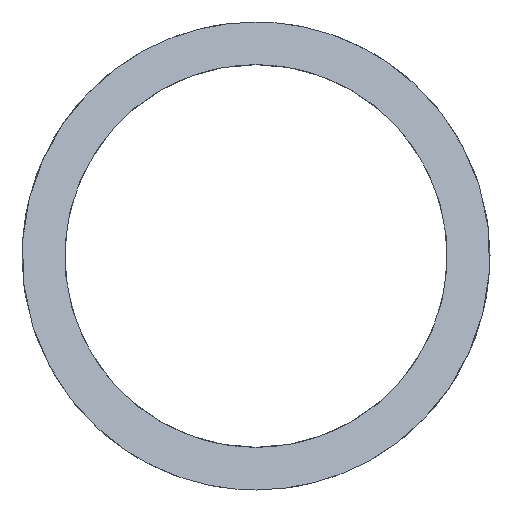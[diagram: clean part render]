
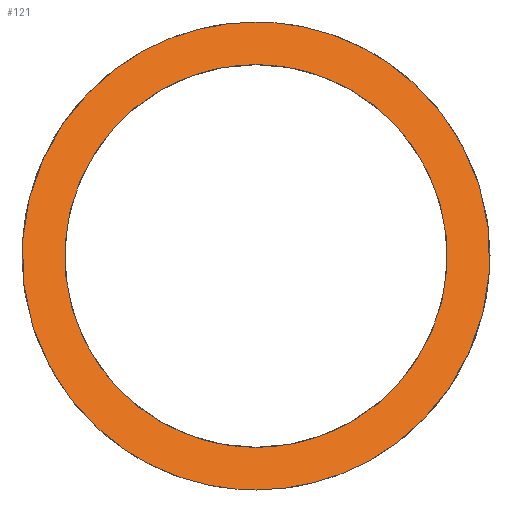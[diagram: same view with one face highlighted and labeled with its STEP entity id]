
A CAD part, front view. The second image highlights one B-rep face of the part: STEP entity #121.
In plain terms, the highlighted planar face has unit normal (0, -0.707, 0.707).
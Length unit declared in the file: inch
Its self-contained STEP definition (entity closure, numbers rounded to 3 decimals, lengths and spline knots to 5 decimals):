
#1 =( BOUNDED_CURVE ( )  B_SPLINE_CURVE ( 3, ( #81, #82, #83, #84 ),
 .UNSPECIFIED., .F., .T. ) 
 B_SPLINE_CURVE_WITH_KNOTS ( ( 4, 4 ),
 ( 3.14159, 6.28319 ),
 .UNSPECIFIED. ) 
 CURVE ( )  GEOMETRIC_REPRESENTATION_ITEM ( )  RATIONAL_B_SPLINE_CURVE ( ( 1., 0.333, 0.333, 1. ) ) 
 REPRESENTATION_ITEM ( '' )  );
#2 = EDGE_CURVE ( 'NONE', #74, #38, #1, .T. ) ;
#13 =( BOUNDED_CURVE ( )  B_SPLINE_CURVE ( 3, ( #176, #177, #178, #179 ),
 .UNSPECIFIED., .F., .T. ) 
 B_SPLINE_CURVE_WITH_KNOTS ( ( 4, 4 ),
 ( 0., 3.14159 ),
 .UNSPECIFIED. ) 
 CURVE ( )  GEOMETRIC_REPRESENTATION_ITEM ( )  RATIONAL_B_SPLINE_CURVE ( ( 1., 0.333, 0.333, 1. ) ) 
 REPRESENTATION_ITEM ( '' )  );
#15 = EDGE_CURVE ( 'NONE', #77, #42, #208, .T. ) ;
#17 = EDGE_CURVE ( 'NONE', #42, #77, #22, .T. ) ;
#22 =( BOUNDED_CURVE ( )  B_SPLINE_CURVE ( 3, ( #97, #98, #99, #100 ),
 .UNSPECIFIED., .F., .T. ) 
 B_SPLINE_CURVE_WITH_KNOTS ( ( 4, 4 ),
 ( 0., 3.14159 ),
 .UNSPECIFIED. ) 
 CURVE ( )  GEOMETRIC_REPRESENTATION_ITEM ( )  RATIONAL_B_SPLINE_CURVE ( ( 1., 0.333, 0.333, 1. ) ) 
 REPRESENTATION_ITEM ( '' )  );
#38 = VERTEX_POINT ( 'NONE', #138 ) ;
#42 = VERTEX_POINT ( 'NONE', #141 ) ;
#44 = EDGE_LOOP ( 'NONE', ( #71, #72 ) ) ;
#68 = ORIENTED_EDGE ( 'NONE', *, *, #17, .F. ) ;
#70 = ORIENTED_EDGE ( 'NONE', *, *, #15, .F. ) ;
#71 = ORIENTED_EDGE ( 'NONE', *, *, #223, .T. ) ;
#72 = ORIENTED_EDGE ( 'NONE', *, *, #2, .T. ) ;
#74 = VERTEX_POINT ( 'NONE', #148 ) ;
#75 = AXIS2_PLACEMENT_3D ( 'NONE', #154, #155, #156 ) ;
#77 = VERTEX_POINT ( 'NONE', #149 ) ;
#79 = EDGE_LOOP ( 'NONE', ( #68, #70 ) ) ;
#81 = CARTESIAN_POINT ( 'NONE',  ( 0., -1.3995, 0.6575 ) ) ;
#82 = CARTESIAN_POINT ( 'NONE',  ( -1.315, -1.3995, 0.6575 ) ) ;
#83 = CARTESIAN_POINT ( 'NONE',  ( -1.315, -2.7145, -0.6575 ) ) ;
#84 = CARTESIAN_POINT ( 'NONE',  ( 0., -2.7145, -0.6575 ) ) ;
#92 = CARTESIAN_POINT ( 'NONE',  ( 0., -1.5195, 0.5375 ) ) ;
#93 = CARTESIAN_POINT ( 'NONE',  ( -1.075, -1.5195, 0.5375 ) ) ;
#94 = CARTESIAN_POINT ( 'NONE',  ( -1.075, -2.5945, -0.5375 ) ) ;
#95 = CARTESIAN_POINT ( 'NONE',  ( 0., -2.5945, -0.5375 ) ) ;
#97 = CARTESIAN_POINT ( 'NONE',  ( 0., -2.5945, -0.5375 ) ) ;
#98 = CARTESIAN_POINT ( 'NONE',  ( 1.075, -2.5945, -0.5375 ) ) ;
#99 = CARTESIAN_POINT ( 'NONE',  ( 1.075, -1.5195, 0.5375 ) ) ;
#100 = CARTESIAN_POINT ( 'NONE',  ( 0., -1.5195, 0.5375 ) ) ;
#121 = ADVANCED_FACE ( 'NONE', ( #151, #152 ), #153, .T. ) ;
#138 = CARTESIAN_POINT ( 'NONE',  ( 0., -2.7145, -0.6575 ) ) ;
#141 = CARTESIAN_POINT ( 'NONE',  ( 0., -2.5945, -0.5375 ) ) ;
#148 = CARTESIAN_POINT ( 'NONE',  ( 0., -1.3995, 0.6575 ) ) ;
#149 = CARTESIAN_POINT ( 'NONE',  ( 0., -1.5195, 0.5375 ) ) ;
#151 = FACE_BOUND ( 'NONE', #79, .T. ) ;
#152 = FACE_OUTER_BOUND ( 'NONE', #44, .T. ) ;
#153 = PLANE ( 'NONE',  #75 ) ;
#154 = CARTESIAN_POINT ( 'NONE',  ( 7.17335, -2.7145, -0.6575 ) ) ;
#155 = DIRECTION ( 'NONE',  ( 0., -0.707, 0.707 ) ) ;
#156 = DIRECTION ( 'NONE',  ( 0., -0.707, -0.707 ) ) ;
#176 = CARTESIAN_POINT ( 'NONE',  ( 0., -2.7145, -0.6575 ) ) ;
#177 = CARTESIAN_POINT ( 'NONE',  ( 1.315, -2.7145, -0.6575 ) ) ;
#178 = CARTESIAN_POINT ( 'NONE',  ( 1.315, -1.3995, 0.6575 ) ) ;
#179 = CARTESIAN_POINT ( 'NONE',  ( 0., -1.3995, 0.6575 ) ) ;
#208 =( BOUNDED_CURVE ( )  B_SPLINE_CURVE ( 3, ( #92, #93, #94, #95 ),
 .UNSPECIFIED., .F., .T. ) 
 B_SPLINE_CURVE_WITH_KNOTS ( ( 4, 4 ),
 ( 3.14159, 6.28319 ),
 .UNSPECIFIED. ) 
 CURVE ( )  GEOMETRIC_REPRESENTATION_ITEM ( )  RATIONAL_B_SPLINE_CURVE ( ( 1., 0.333, 0.333, 1. ) ) 
 REPRESENTATION_ITEM ( '' )  );
#223 = EDGE_CURVE ( 'NONE', #38, #74, #13, .T. ) ;
